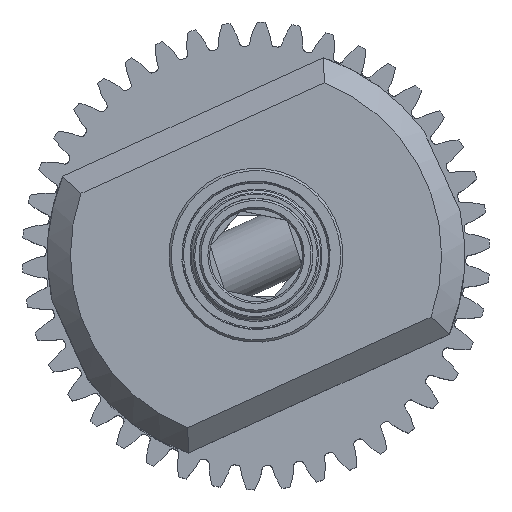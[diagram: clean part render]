
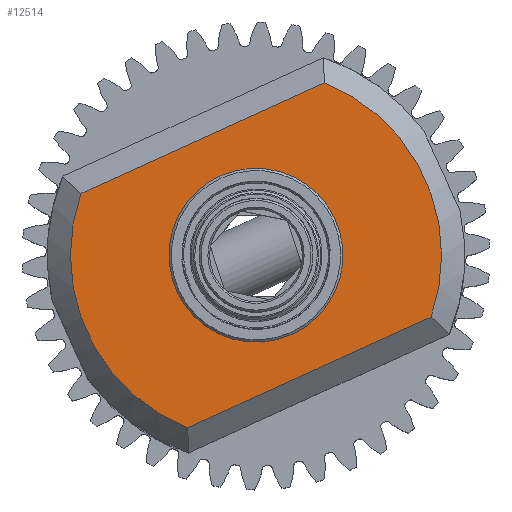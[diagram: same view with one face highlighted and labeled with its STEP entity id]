
A CAD part, top view. The second image highlights one B-rep face of the part: STEP entity #12514.
In plain terms, the highlighted planar face has unit normal (0, 0, 1).
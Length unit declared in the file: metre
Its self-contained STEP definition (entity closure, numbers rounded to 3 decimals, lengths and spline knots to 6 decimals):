
#1586=CIRCLE('',#13551,0.016);
#1587=CIRCLE('',#13552,0.016);
#1588=CIRCLE('',#13553,0.0075);
#3639=ORIENTED_EDGE('',*,*,#6634,.T.);
#3640=ORIENTED_EDGE('',*,*,#6635,.T.);
#3641=ORIENTED_EDGE('',*,*,#6636,.T.);
#3642=ORIENTED_EDGE('',*,*,#6637,.T.);
#3643=ORIENTED_EDGE('',*,*,#6638,.F.);
#6634=EDGE_CURVE('',#8255,#8256,#1586,.F.);
#6635=EDGE_CURVE('',#8256,#8257,#9309,.T.);
#6636=EDGE_CURVE('',#8257,#8258,#1587,.F.);
#6637=EDGE_CURVE('',#8258,#8255,#9310,.T.);
#6638=EDGE_CURVE('',#8259,#8259,#1588,.T.);
#8255=VERTEX_POINT('',#22372);
#8256=VERTEX_POINT('',#22373);
#8257=VERTEX_POINT('',#22375);
#8258=VERTEX_POINT('',#22377);
#8259=VERTEX_POINT('',#22380);
#9309=LINE('',#22374,#9935);
#9310=LINE('',#22378,#9936);
#9935=VECTOR('',#15662,1.);
#9936=VECTOR('',#15665,1.);
#10713=EDGE_LOOP('',(#3639,#3640,#3641,#3642));
#10714=EDGE_LOOP('',(#3643));
#11575=FACE_BOUND('',#10713,.T.);
#11576=FACE_BOUND('',#10714,.T.);
#12095=PLANE('',#13550);
#12514=ADVANCED_FACE('',(#11575,#11576),#12095,.F.);
#13550=AXIS2_PLACEMENT_3D('',#22370,#15658,#15659);
#13551=AXIS2_PLACEMENT_3D('',#22371,#15660,#15661);
#13552=AXIS2_PLACEMENT_3D('',#22376,#15663,#15664);
#13553=AXIS2_PLACEMENT_3D('',#22379,#15666,#15667);
#15658=DIRECTION('',(0.,0.,-1.));
#15659=DIRECTION('',(-1.,0.,0.));
#15660=DIRECTION('',(0.,0.,-1.));
#15661=DIRECTION('',(-1.,0.,0.));
#15662=DIRECTION('',(1.,0.,0.));
#15663=DIRECTION('',(0.,0.,-1.));
#15664=DIRECTION('',(-1.,0.,0.));
#15665=DIRECTION('',(-1.,0.,0.));
#15666=DIRECTION('',(0.,0.,1.));
#15667=DIRECTION('',(1.,0.,0.));
#22370=CARTESIAN_POINT('',(0.,-0.0131,0.0196));
#22371=CARTESIAN_POINT('',(0.,0.,0.0196));
#22372=CARTESIAN_POINT('',(-0.011523,0.0111,0.0196));
#22373=CARTESIAN_POINT('',(-0.011523,-0.0111,0.0196));
#22374=CARTESIAN_POINT('',(0.012345,-0.0111,0.0196));
#22375=CARTESIAN_POINT('',(0.011523,-0.0111,0.0196));
#22376=CARTESIAN_POINT('',(0.,0.,0.0196));
#22377=CARTESIAN_POINT('',(0.011523,0.0111,0.0196));
#22378=CARTESIAN_POINT('',(0.,0.0111,0.0196));
#22379=CARTESIAN_POINT('',(0.,0.,0.0196));
#22380=CARTESIAN_POINT('',(0.0075,0.,0.0196));
